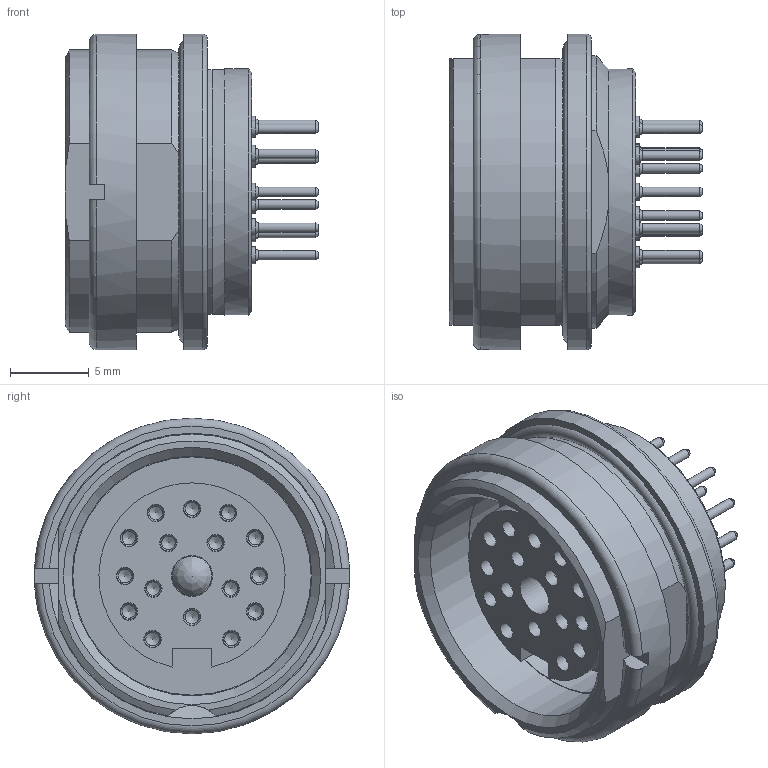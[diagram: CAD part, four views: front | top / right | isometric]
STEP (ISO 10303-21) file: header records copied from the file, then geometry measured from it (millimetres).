
FILE_DESCRIPTION(/* description */ (''),/* implementation_level */ '2;1');
FILE_NAME(/* name */ '09-0508-90-16_bg.stp',/* time_stamp */ '2010-11-19T12:03:42+01:00',/* author */ (''),/* organization */ (''),/* preprocessor_version */ 'ST-DEVELOPER v11',/* originating_system */ 'UGS - NX 5.0',/* authorisation */ '');
FILE_SCHEMA (('CONFIG_CONTROL_DESIGN'));
Length unit declared in the file: millimetre
Products named in the file (1): kbor644F4flc
Bounding box: 16.05 x 20 x 20 mm (x, y, z)
Volume: 2192.5 mm3; surface area: 2519.9 mm2
Topology: 1 solids, 1 shells, 427 faces, 1030 edges, 684 vertices
Faces by surface type: plane 178, cone 110, cylinder 86, torus 52, bspline 1
Full cylindrical faces by diameter (mm): 0.6 x16, 1 x1, 1.1 x32, 1.15 x16, 2.4 x1, 2.6 x2, 11.7 x1, 13.85 x1, 15.1 x1, 15.188 x1, 15.6 x1, 20 x2
Entity records: 11865 total; most frequent: CARTESIAN_POINT 2953, DIRECTION 1874, ORIENTED_EDGE 1580, AXIS2_PLACEMENT_3D 878, EDGE_CURVE 790, EDGE_LOOP 650, VERTEX_POINT 605, ADVANCED_FACE 427
